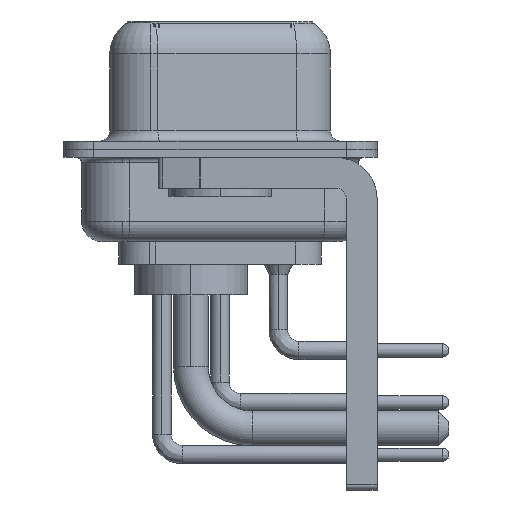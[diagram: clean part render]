
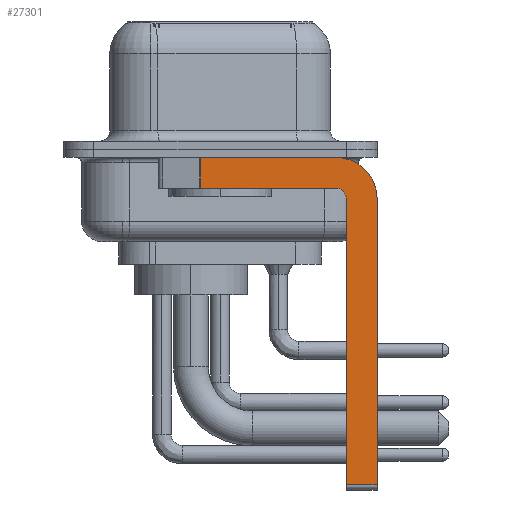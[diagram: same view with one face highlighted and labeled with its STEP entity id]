
A CAD part, left-side view. The second image highlights one B-rep face of the part: STEP entity #27301.
In plain terms, the highlighted planar face has unit normal (-1, 0, 0).
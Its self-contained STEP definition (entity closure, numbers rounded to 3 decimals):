
#912 = VERTEX_POINT ( 'NONE', #19108 ) ;
#978 = LINE ( 'NONE', #2284, #3940 ) ;
#1587 = EDGE_CURVE ( 'NONE', #4318, #25358, #978, .T. ) ;
#1805 = CARTESIAN_POINT ( 'NONE',  ( -2.9, -5.65, -1.9 ) ) ;
#2184 = CARTESIAN_POINT ( 'NONE',  ( -2.9, 3., -0.4 ) ) ;
#2284 = CARTESIAN_POINT ( 'NONE',  ( -2.9, -5.65, -1.9 ) ) ;
#2569 = CARTESIAN_POINT ( 'NONE',  ( -2.9, 0.978, -1.9 ) ) ;
#2982 = EDGE_CURVE ( 'NONE', #9731, #12399, #9852, .T. ) ;
#3208 = VECTOR ( 'NONE', #25711, 1000. ) ;
#3469 = CIRCLE ( 'NONE', #24387, 0.5 ) ;
#3779 = AXIS2_PLACEMENT_3D ( 'NONE', #5948, #6102, #17207 ) ;
#3820 = CARTESIAN_POINT ( 'NONE',  ( -2.9, -7.65, -16.35 ) ) ;
#3940 = VECTOR ( 'NONE', #10690, 1000. ) ;
#4154 = DIRECTION ( 'NONE',  ( 0., -1., 0. ) ) ;
#4244 = VERTEX_POINT ( 'NONE', #11391 ) ;
#4318 = VERTEX_POINT ( 'NONE', #1805 ) ;
#4518 = ORIENTED_EDGE ( 'NONE', *, *, #20266, .F. ) ;
#5314 = EDGE_CURVE ( 'NONE', #912, #4244, #28225, .T. ) ;
#5948 = CARTESIAN_POINT ( 'NONE',  ( -2.9, -5.65, -2.4 ) ) ;
#6102 = DIRECTION ( 'NONE',  ( 1., 0., 0. ) ) ;
#6130 = CARTESIAN_POINT ( 'NONE',  ( -2.9, 0.978, -1.9 ) ) ;
#6215 = CARTESIAN_POINT ( 'NONE',  ( -2.9, -5.65, -2.4 ) ) ;
#6766 = DIRECTION ( 'NONE',  ( 0., 0., 1. ) ) ;
#6891 = LINE ( 'NONE', #2184, #22595 ) ;
#6896 = CARTESIAN_POINT ( 'NONE',  ( -2.9, -6.15, -16.6 ) ) ;
#7402 = ORIENTED_EDGE ( 'NONE', *, *, #17125, .T. ) ;
#8530 = FACE_OUTER_BOUND ( 'NONE', #17974, .T. ) ;
#9731 = VERTEX_POINT ( 'NONE', #26998 ) ;
#9852 = CIRCLE ( 'NONE', #21037, 2. ) ;
#10277 = VECTOR ( 'NONE', #16171, 1000. ) ;
#10676 = VECTOR ( 'NONE', #4154, 1000. ) ;
#10690 = DIRECTION ( 'NONE',  ( 0., 1., 0. ) ) ;
#11391 = CARTESIAN_POINT ( 'NONE',  ( -2.9, -6.15, -2.4 ) ) ;
#11673 = CARTESIAN_POINT ( 'NONE',  ( -2.9, -7.65, -2.4 ) ) ;
#12112 = ORIENTED_EDGE ( 'NONE', *, *, #23210, .F. ) ;
#12399 = VERTEX_POINT ( 'NONE', #27436 ) ;
#12785 = VERTEX_POINT ( 'NONE', #24366 ) ;
#15469 = DIRECTION ( 'NONE',  ( 1., 0., 0. ) ) ;
#16171 = DIRECTION ( 'NONE',  ( 0., 0., 1. ) ) ;
#17125 = EDGE_CURVE ( 'NONE', #912, #28612, #24856, .T. ) ;
#17207 = DIRECTION ( 'NONE',  ( 0., 0., -1. ) ) ;
#17354 = PLANE ( 'NONE',  #3779 ) ;
#17591 = ORIENTED_EDGE ( 'NONE', *, *, #21286, .F. ) ;
#17974 = EDGE_LOOP ( 'NONE', ( #12112, #25830, #26460, #4518, #18554, #7402, #17591, #18994 ) ) ;
#18059 = LINE ( 'NONE', #11673, #25915 ) ;
#18554 = ORIENTED_EDGE ( 'NONE', *, *, #5314, .F. ) ;
#18994 = ORIENTED_EDGE ( 'NONE', *, *, #2982, .F. ) ;
#19108 = CARTESIAN_POINT ( 'NONE',  ( -2.9, -6.15, -16.35 ) ) ;
#20266 = EDGE_CURVE ( 'NONE', #4244, #4318, #3469, .T. ) ;
#21037 = AXIS2_PLACEMENT_3D ( 'NONE', #6215, #15469, #29839 ) ;
#21286 = EDGE_CURVE ( 'NONE', #12399, #28612, #18059, .T. ) ;
#22595 = VECTOR ( 'NONE', #24865, 1000. ) ;
#22596 = DIRECTION ( 'NONE',  ( -1., 0., 0. ) ) ;
#22787 = DIRECTION ( 'NONE',  ( 0., 0., -1. ) ) ;
#23210 = EDGE_CURVE ( 'NONE', #12785, #9731, #6891, .T. ) ;
#24094 = EDGE_CURVE ( 'NONE', #12785, #25358, #27992, .T. ) ;
#24366 = CARTESIAN_POINT ( 'NONE',  ( -2.9, 0.978, -0.4 ) ) ;
#24387 = AXIS2_PLACEMENT_3D ( 'NONE', #27486, #22596, #6766 ) ;
#24856 = LINE ( 'NONE', #27601, #10676 ) ;
#24865 = DIRECTION ( 'NONE',  ( 0., -1., 0. ) ) ;
#25358 = VERTEX_POINT ( 'NONE', #6130 ) ;
#25711 = DIRECTION ( 'NONE',  ( 0., 0., -1. ) ) ;
#25830 = ORIENTED_EDGE ( 'NONE', *, *, #24094, .T. ) ;
#25915 = VECTOR ( 'NONE', #22787, 1000. ) ;
#26460 = ORIENTED_EDGE ( 'NONE', *, *, #1587, .F. ) ;
#26998 = CARTESIAN_POINT ( 'NONE',  ( -2.9, -5.65, -0.4 ) ) ;
#27301 = ADVANCED_FACE ( 'NONE', ( #8530 ), #17354, .F. ) ;
#27436 = CARTESIAN_POINT ( 'NONE',  ( -2.9, -7.65, -2.4 ) ) ;
#27486 = CARTESIAN_POINT ( 'NONE',  ( -2.9, -5.65, -2.4 ) ) ;
#27601 = CARTESIAN_POINT ( 'NONE',  ( -2.9, -5.65, -16.35 ) ) ;
#27992 = LINE ( 'NONE', #2569, #3208 ) ;
#28225 = LINE ( 'NONE', #6896, #10277 ) ;
#28612 = VERTEX_POINT ( 'NONE', #3820 ) ;
#29839 = DIRECTION ( 'NONE',  ( 0., 0., -1. ) ) ;
